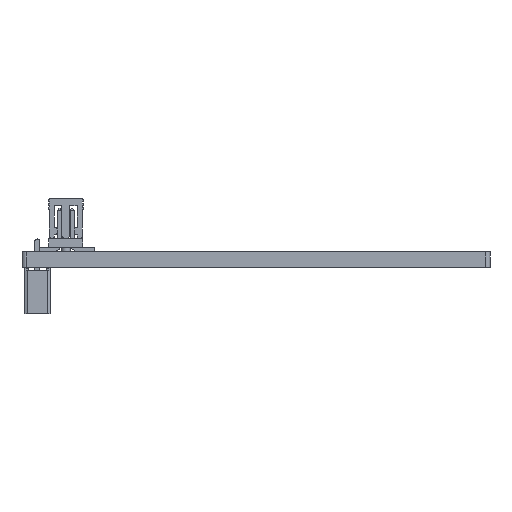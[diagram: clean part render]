
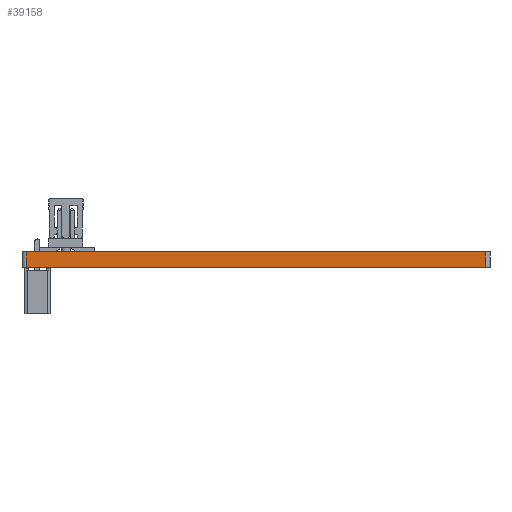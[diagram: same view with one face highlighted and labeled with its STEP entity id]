
A CAD part, front view. The second image highlights one B-rep face of the part: STEP entity #39158.
In plain terms, the highlighted planar face has unit normal (0, -1, 0).
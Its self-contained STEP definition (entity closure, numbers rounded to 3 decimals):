
#36129 = PLANE('',#36130);
#36130 = AXIS2_PLACEMENT_3D('',#36131,#36132,#36133);
#36131 = CARTESIAN_POINT('',(152.312,-101.802,1.6));
#36132 = DIRECTION('',(-0.,-0.,-1.));
#36133 = DIRECTION('',(-1.,0.,0.));
#36183 = PLANE('',#36184);
#36184 = AXIS2_PLACEMENT_3D('',#36185,#36186,#36187);
#36185 = CARTESIAN_POINT('',(152.312,-101.802,0.));
#36186 = DIRECTION('',(-0.,-0.,-1.));
#36187 = DIRECTION('',(-1.,0.,0.));
#36396 = VERTEX_POINT('',#36397);
#36397 = CARTESIAN_POINT('',(175.7,-125.1,0.));
#36416 = CYLINDRICAL_SURFACE('',#36417,0.4);
#36417 = AXIS2_PLACEMENT_3D('',#36418,#36419,#36420);
#36418 = CARTESIAN_POINT('',(175.7,-124.7,0.));
#36419 = DIRECTION('',(-0.,-0.,-1.));
#36420 = DIRECTION('',(1.,0.,-0.));
#36428 = EDGE_CURVE('',#36396,#36429,#36431,.T.);
#36429 = VERTEX_POINT('',#36430);
#36430 = CARTESIAN_POINT('',(129.7,-125.1,0.));
#36431 = SURFACE_CURVE('',#36432,(#36436,#36443),.PCURVE_S1.);
#36432 = LINE('',#36433,#36434);
#36433 = CARTESIAN_POINT('',(175.7,-125.1,0.));
#36434 = VECTOR('',#36435,1.);
#36435 = DIRECTION('',(-1.,0.,0.));
#36436 = PCURVE('',#36183,#36437);
#36437 = DEFINITIONAL_REPRESENTATION('',(#36438),#36442);
#36438 = LINE('',#36439,#36440);
#36439 = CARTESIAN_POINT('',(-23.388,-23.298));
#36440 = VECTOR('',#36441,1.);
#36441 = DIRECTION('',(1.,0.));
#36442 = ( GEOMETRIC_REPRESENTATION_CONTEXT(2) 
PARAMETRIC_REPRESENTATION_CONTEXT() REPRESENTATION_CONTEXT('2D SPACE',''
  ) );
#36443 = PCURVE('',#36444,#36449);
#36444 = PLANE('',#36445);
#36445 = AXIS2_PLACEMENT_3D('',#36446,#36447,#36448);
#36446 = CARTESIAN_POINT('',(175.7,-125.1,0.));
#36447 = DIRECTION('',(0.,-1.,0.));
#36448 = DIRECTION('',(-1.,0.,0.));
#36449 = DEFINITIONAL_REPRESENTATION('',(#36450),#36454);
#36450 = LINE('',#36451,#36452);
#36451 = CARTESIAN_POINT('',(0.,0.));
#36452 = VECTOR('',#36453,1.);
#36453 = DIRECTION('',(1.,0.));
#36454 = ( GEOMETRIC_REPRESENTATION_CONTEXT(2) 
PARAMETRIC_REPRESENTATION_CONTEXT() REPRESENTATION_CONTEXT('2D SPACE',''
  ) );
#36477 = CYLINDRICAL_SURFACE('',#36478,0.4);
#36478 = AXIS2_PLACEMENT_3D('',#36479,#36480,#36481);
#36479 = CARTESIAN_POINT('',(129.7,-124.7,0.));
#36480 = DIRECTION('',(-0.,-0.,-1.));
#36481 = DIRECTION('',(1.,0.,-0.));
#37832 = VERTEX_POINT('',#37833);
#37833 = CARTESIAN_POINT('',(175.7,-125.1,1.6));
#37859 = EDGE_CURVE('',#37832,#37860,#37862,.T.);
#37860 = VERTEX_POINT('',#37861);
#37861 = CARTESIAN_POINT('',(129.7,-125.1,1.6));
#37862 = SURFACE_CURVE('',#37863,(#37867,#37874),.PCURVE_S1.);
#37863 = LINE('',#37864,#37865);
#37864 = CARTESIAN_POINT('',(175.7,-125.1,1.6));
#37865 = VECTOR('',#37866,1.);
#37866 = DIRECTION('',(-1.,0.,0.));
#37867 = PCURVE('',#36129,#37868);
#37868 = DEFINITIONAL_REPRESENTATION('',(#37869),#37873);
#37869 = LINE('',#37870,#37871);
#37870 = CARTESIAN_POINT('',(-23.388,-23.298));
#37871 = VECTOR('',#37872,1.);
#37872 = DIRECTION('',(1.,0.));
#37873 = ( GEOMETRIC_REPRESENTATION_CONTEXT(2) 
PARAMETRIC_REPRESENTATION_CONTEXT() REPRESENTATION_CONTEXT('2D SPACE',''
  ) );
#37874 = PCURVE('',#36444,#37875);
#37875 = DEFINITIONAL_REPRESENTATION('',(#37876),#37880);
#37876 = LINE('',#37877,#37878);
#37877 = CARTESIAN_POINT('',(0.,-1.6));
#37878 = VECTOR('',#37879,1.);
#37879 = DIRECTION('',(1.,0.));
#37880 = ( GEOMETRIC_REPRESENTATION_CONTEXT(2) 
PARAMETRIC_REPRESENTATION_CONTEXT() REPRESENTATION_CONTEXT('2D SPACE',''
  ) );
#39108 = EDGE_CURVE('',#36396,#37832,#39109,.T.);
#39109 = SURFACE_CURVE('',#39110,(#39114,#39121),.PCURVE_S1.);
#39110 = LINE('',#39111,#39112);
#39111 = CARTESIAN_POINT('',(175.7,-125.1,0.));
#39112 = VECTOR('',#39113,1.);
#39113 = DIRECTION('',(0.,0.,1.));
#39114 = PCURVE('',#36416,#39115);
#39115 = DEFINITIONAL_REPRESENTATION('',(#39116),#39120);
#39116 = LINE('',#39117,#39118);
#39117 = CARTESIAN_POINT('',(-4.712,0.));
#39118 = VECTOR('',#39119,1.);
#39119 = DIRECTION('',(-0.,-1.));
#39120 = ( GEOMETRIC_REPRESENTATION_CONTEXT(2) 
PARAMETRIC_REPRESENTATION_CONTEXT() REPRESENTATION_CONTEXT('2D SPACE',''
  ) );
#39121 = PCURVE('',#36444,#39122);
#39122 = DEFINITIONAL_REPRESENTATION('',(#39123),#39127);
#39123 = LINE('',#39124,#39125);
#39124 = CARTESIAN_POINT('',(0.,0.));
#39125 = VECTOR('',#39126,1.);
#39126 = DIRECTION('',(0.,-1.));
#39127 = ( GEOMETRIC_REPRESENTATION_CONTEXT(2) 
PARAMETRIC_REPRESENTATION_CONTEXT() REPRESENTATION_CONTEXT('2D SPACE',''
  ) );
#39158 = ADVANCED_FACE('',(#39159),#36444,.T.);
#39159 = FACE_BOUND('',#39160,.T.);
#39160 = EDGE_LOOP('',(#39161,#39162,#39163,#39184));
#39161 = ORIENTED_EDGE('',*,*,#39108,.T.);
#39162 = ORIENTED_EDGE('',*,*,#37859,.T.);
#39163 = ORIENTED_EDGE('',*,*,#39164,.F.);
#39164 = EDGE_CURVE('',#36429,#37860,#39165,.T.);
#39165 = SURFACE_CURVE('',#39166,(#39170,#39177),.PCURVE_S1.);
#39166 = LINE('',#39167,#39168);
#39167 = CARTESIAN_POINT('',(129.7,-125.1,0.));
#39168 = VECTOR('',#39169,1.);
#39169 = DIRECTION('',(0.,0.,1.));
#39170 = PCURVE('',#36444,#39171);
#39171 = DEFINITIONAL_REPRESENTATION('',(#39172),#39176);
#39172 = LINE('',#39173,#39174);
#39173 = CARTESIAN_POINT('',(46.,0.));
#39174 = VECTOR('',#39175,1.);
#39175 = DIRECTION('',(0.,-1.));
#39176 = ( GEOMETRIC_REPRESENTATION_CONTEXT(2) 
PARAMETRIC_REPRESENTATION_CONTEXT() REPRESENTATION_CONTEXT('2D SPACE',''
  ) );
#39177 = PCURVE('',#36477,#39178);
#39178 = DEFINITIONAL_REPRESENTATION('',(#39179),#39183);
#39179 = LINE('',#39180,#39181);
#39180 = CARTESIAN_POINT('',(-4.712,0.));
#39181 = VECTOR('',#39182,1.);
#39182 = DIRECTION('',(-0.,-1.));
#39183 = ( GEOMETRIC_REPRESENTATION_CONTEXT(2) 
PARAMETRIC_REPRESENTATION_CONTEXT() REPRESENTATION_CONTEXT('2D SPACE',''
  ) );
#39184 = ORIENTED_EDGE('',*,*,#36428,.F.);
